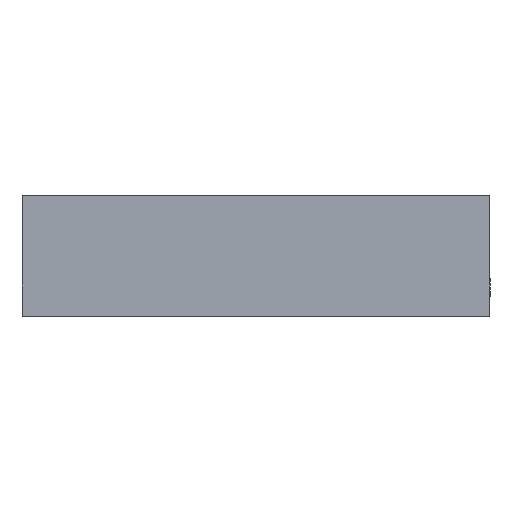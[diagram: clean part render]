
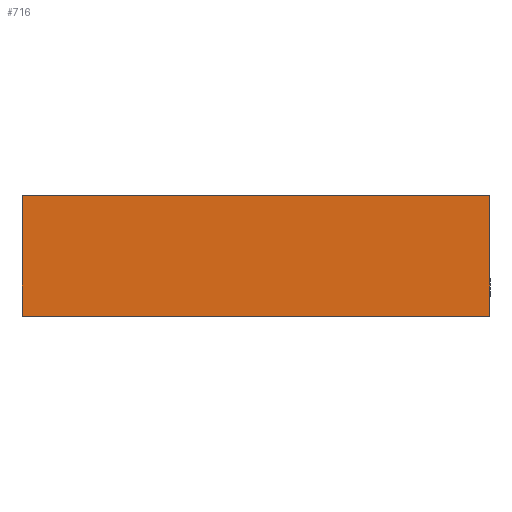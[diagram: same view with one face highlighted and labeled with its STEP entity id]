
A CAD part, top view. The second image highlights one B-rep face of the part: STEP entity #716.
In plain terms, the highlighted planar face has unit normal (0, 0, 1).
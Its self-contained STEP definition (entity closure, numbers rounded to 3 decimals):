
#1 = VECTOR ( 'NONE', #541, 1000. ) ;
#16 = EDGE_CURVE ( 'NONE', #699, #488, #182, .T. ) ;
#47 = ORIENTED_EDGE ( 'NONE', *, *, #161, .F. ) ;
#63 = DIRECTION ( 'NONE',  ( -1., 0., 0. ) ) ;
#86 = VECTOR ( 'NONE', #275, 1000. ) ;
#93 = DIRECTION ( 'NONE',  ( 0., -1., 0. ) ) ;
#95 = LINE ( 'NONE', #442, #496 ) ;
#113 = LINE ( 'NONE', #639, #382 ) ;
#141 = LINE ( 'NONE', #185, #1 ) ;
#160 = DIRECTION ( 'NONE',  ( 1., 0., 0. ) ) ;
#161 = EDGE_CURVE ( 'NONE', #488, #355, #95, .T. ) ;
#166 = CARTESIAN_POINT ( 'NONE',  ( -100., 9.5, 0. ) ) ;
#173 = CARTESIAN_POINT ( 'NONE',  ( -100.8, -9.5, 0. ) ) ;
#182 = LINE ( 'NONE', #671, #86 ) ;
#185 = CARTESIAN_POINT ( 'NONE',  ( -100.8, 43.431, 0. ) ) ;
#275 = DIRECTION ( 'NONE',  ( 1., 0., 0. ) ) ;
#285 = EDGE_CURVE ( 'NONE', #374, #355, #113, .T. ) ;
#295 = CARTESIAN_POINT ( 'NONE',  ( 100.8, -9.5, 0. ) ) ;
#350 = PLANE ( 'NONE',  #361 ) ;
#355 = VERTEX_POINT ( 'NONE', #295 ) ;
#361 = AXIS2_PLACEMENT_3D ( 'NONE', #166, #406, #63 ) ;
#374 = VERTEX_POINT ( 'NONE', #173 ) ;
#382 = VECTOR ( 'NONE', #160, 1000. ) ;
#399 = ORIENTED_EDGE ( 'NONE', *, *, #285, .T. ) ;
#406 = DIRECTION ( 'NONE',  ( 0., 0., -1. ) ) ;
#442 = CARTESIAN_POINT ( 'NONE',  ( 100.8, 43.431, 0. ) ) ;
#470 = EDGE_CURVE ( 'NONE', #699, #374, #141, .T. ) ;
#488 = VERTEX_POINT ( 'NONE', #544 ) ;
#496 = VECTOR ( 'NONE', #93, 1000. ) ;
#541 = DIRECTION ( 'NONE',  ( 0., -1., 0. ) ) ;
#544 = CARTESIAN_POINT ( 'NONE',  ( 100.8, 42.3, 0. ) ) ;
#570 = FACE_OUTER_BOUND ( 'NONE', #770, .T. ) ;
#638 = CARTESIAN_POINT ( 'NONE',  ( -100.8, 42.3, 0. ) ) ;
#639 = CARTESIAN_POINT ( 'NONE',  ( -100., -9.5, 0. ) ) ;
#671 = CARTESIAN_POINT ( 'NONE',  ( -100., 42.3, 0. ) ) ;
#690 = ORIENTED_EDGE ( 'NONE', *, *, #16, .F. ) ;
#699 = VERTEX_POINT ( 'NONE', #638 ) ;
#716 = ADVANCED_FACE ( 'NONE', ( #570 ), #350, .F. ) ;
#744 = ORIENTED_EDGE ( 'NONE', *, *, #470, .T. ) ;
#770 = EDGE_LOOP ( 'NONE', ( #744, #399, #47, #690 ) ) ;
